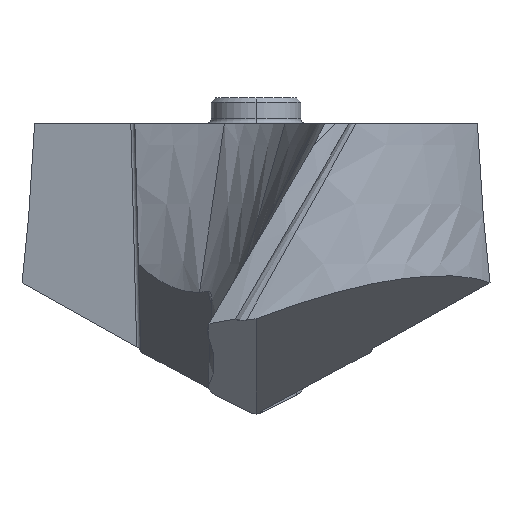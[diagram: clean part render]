
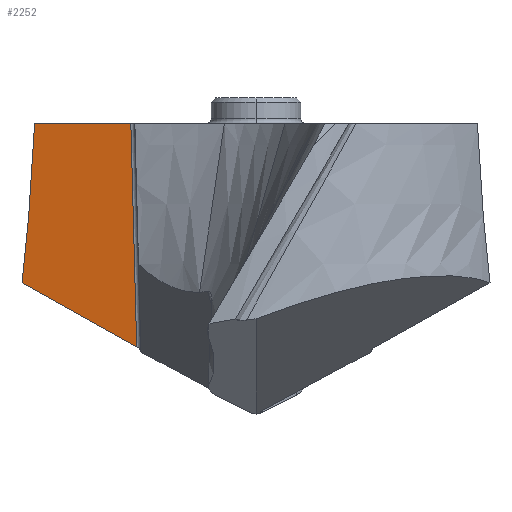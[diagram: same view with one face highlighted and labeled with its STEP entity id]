
A CAD part, left-side view. The second image highlights one B-rep face of the part: STEP entity #2252.
In plain terms, the highlighted planar face has unit normal (-0.925, 0.337, 0.174).
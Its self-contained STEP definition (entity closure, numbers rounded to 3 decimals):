
#276=DIRECTION('',(0.342,0.94,0.));
#277=VECTOR('',#276,3.402);
#278=CARTESIAN_POINT('',(3.376,4.159,0.));
#279=LINE('',#278,#277);
#678=CARTESIAN_POINT('',(3.698,7.774,-5.296));
#683=DIRECTION('',(-0.379,-0.808,-0.451));
#684=VECTOR('',#683,4.714);
#685=CARTESIAN_POINT('',(3.698,7.774,-5.296));
#686=LINE('',#685,#684);
#707=CARTESIAN_POINT('',(3.698,7.774,-5.296));
#708=CARTESIAN_POINT('',(3.73,7.747,-5.07));
#709=CARTESIAN_POINT('',(3.799,7.693,-4.603));
#710=CARTESIAN_POINT('',(3.91,7.619,-3.869));
#711=CARTESIAN_POINT('',(4.033,7.55,-3.078));
#712=CARTESIAN_POINT('',(4.174,7.485,-2.201));
#713=CARTESIAN_POINT('',(4.34,7.421,-1.189));
#714=CARTESIAN_POINT('',(4.47,7.378,-0.412));
#715=CARTESIAN_POINT('',(4.539,7.355,0.));
#720=CARTESIAN_POINT('',(3.376,4.159,0.));
#745=DIRECTION('',(0.193,0.026,0.981));
#746=VECTOR('',#745,7.567);
#747=CARTESIAN_POINT('',(1.913,3.964,-7.422));
#748=LINE('',#747,#746);
#1491=VERTEX_POINT('',#720);
#1492=CARTESIAN_POINT('',(4.539,7.355,0.));
#1493=VERTEX_POINT('',#1492);
#1531=VERTEX_POINT('',#678);
#1532=CARTESIAN_POINT('',(1.913,3.964,-7.422));
#1533=VERTEX_POINT('',#1532);
#2240=CARTESIAN_POINT('',(-0.414,3.528,
-18.973));
#2241=DIRECTION('',(0.925,-0.337,-0.174));
#2242=DIRECTION('',(0.326,0.941,-0.089));
#2243=AXIS2_PLACEMENT_3D('',#2240,#2241,#2242);
#2244=PLANE('',#2243);
#2245=ORIENTED_EDGE('',*,*,#1806,.F.);
#2247=ORIENTED_EDGE('',*,*,#2246,.F.);
#2248=ORIENTED_EDGE('',*,*,#2147,.F.);
#2249=ORIENTED_EDGE('',*,*,#2232,.T.);
#2250=EDGE_LOOP('',(#2245,#2247,#2248,#2249));
#2251=FACE_OUTER_BOUND('',#2250,.F.);
#716=B_SPLINE_CURVE_WITH_KNOTS('',3,(#707,#708,#709,#710,#711,#712,#713,#714,
#715),.UNSPECIFIED.,.F.,.F.,(4,1,1,1,1,1,4),(0.,0.167,
0.333,0.5,0.667,0.833,1.),
.UNSPECIFIED.);
#1806=EDGE_CURVE('',#1491,#1493,#279,.T.);
#2147=EDGE_CURVE('',#1531,#1533,#686,.T.);
#2232=EDGE_CURVE('',#1531,#1493,#716,.T.);
#2246=EDGE_CURVE('',#1533,#1491,#748,.T.);
#2252=ADVANCED_FACE('',(#2251),#2244,.F.);
